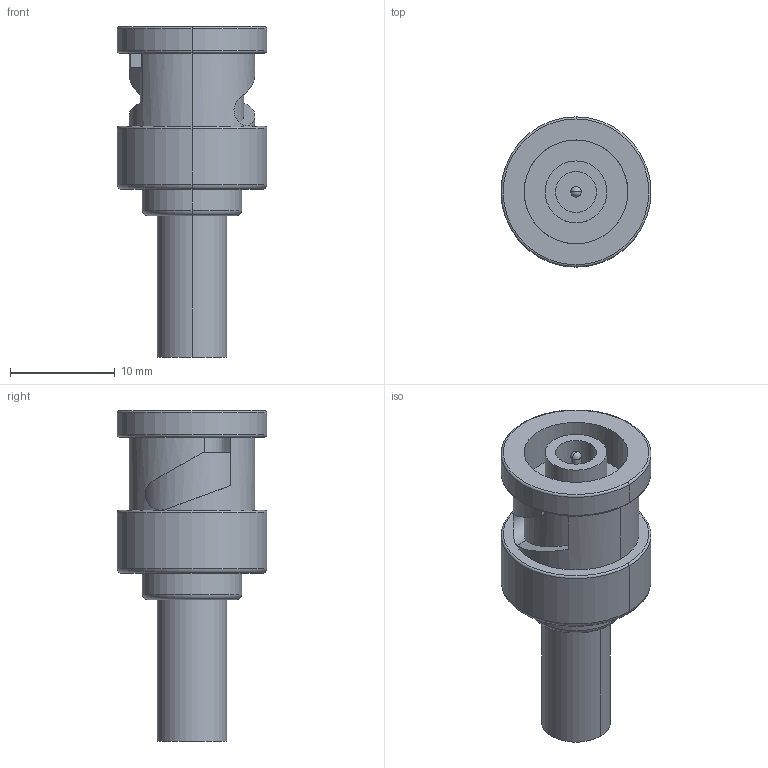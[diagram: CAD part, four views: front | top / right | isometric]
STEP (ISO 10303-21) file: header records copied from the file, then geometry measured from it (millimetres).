
FILE_DESCRIPTION (( 'STEP AP214' ), '1' );
FILE_NAME ('User Library-BNC 50ohm.STEP', '2019-05-03T08:07:14', ( '' ), ( '' ), 'SwSTEP 2.0', 'SolidWorks 2019', '' );
FILE_SCHEMA (( 'AUTOMOTIVE_DESIGN' ));
Length unit declared in the file: millimetre
Products named in the file (1): User Library-BNC 50ohm
Bounding box: 14.3 x 14.3 x 31.5 mm (x, y, z)
Volume: 2471.4 mm3; surface area: 1697.9 mm2
Topology: 1 solids, 1 shells, 53 faces, 130 edges, 81 vertices
Faces by surface type: cylinder 24, plane 17, torus 10, sphere 2
Entity records: 1692 total; most frequent: CARTESIAN_POINT 389, DIRECTION 282, ORIENTED_EDGE 252, EDGE_CURVE 126, AXIS2_PLACEMENT_3D 120, VERTEX_POINT 79, CIRCLE 66, EDGE_LOOP 61
